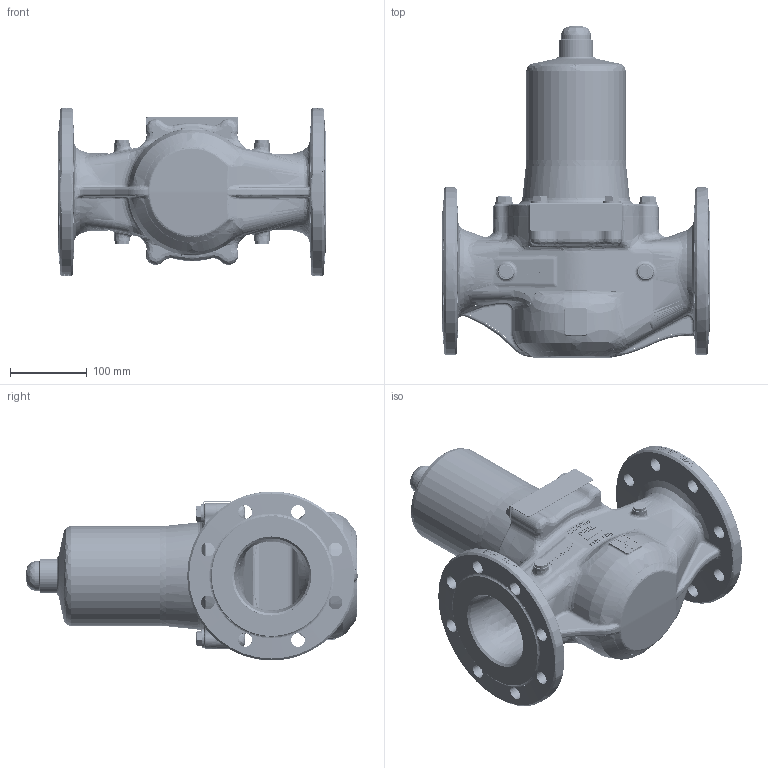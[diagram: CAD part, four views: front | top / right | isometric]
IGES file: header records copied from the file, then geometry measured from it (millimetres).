
Start section: SolidWorks IGES file using analytic representation for surfaces
Global section: file name: 682 SP 100 PN16 Dummy.IGS; native system: SolidWorks 2014; preprocessor: SolidWorks 2014; author: Blankenhorn; date: 160202.114942; units: millimetre
Bounding box: 350 x 431.38 x 220 mm (x, y, z)
Surface area: 774698.3 mm2 (no closed solid volume)
Topology: 0 solids, 0 shells, 2572 faces, 39835 edges, 39795 vertices
Faces by surface type: bspline 1867, revolution 705
